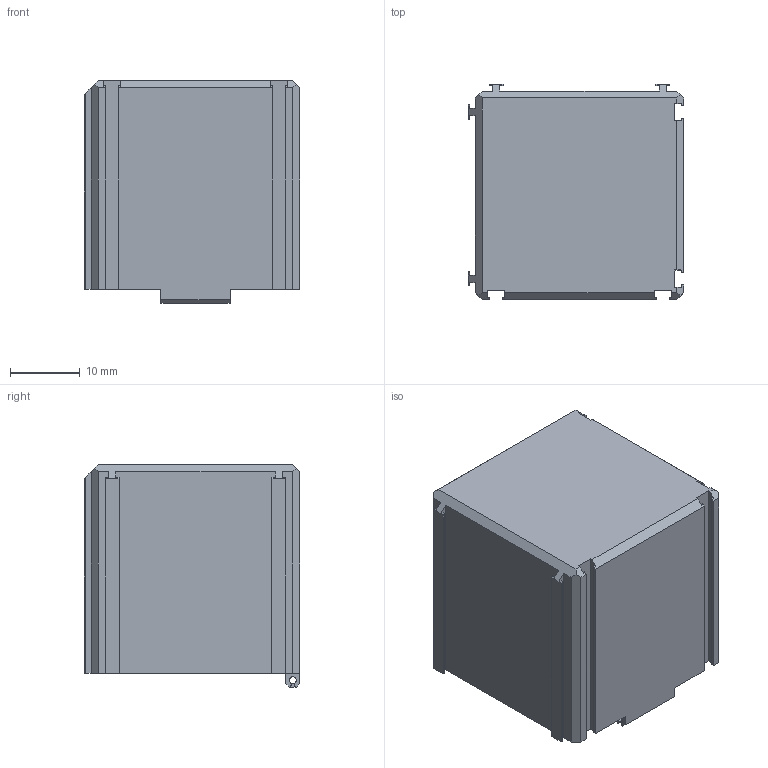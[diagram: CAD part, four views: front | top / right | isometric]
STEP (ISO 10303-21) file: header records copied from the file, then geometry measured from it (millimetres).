
FILE_DESCRIPTION (( 'STEP AP214' ), '1' );
FILE_NAME ('Shell.STEP', '2024-12-26T13:35:06', ( '' ), ( '' ), 'SwSTEP 2.0', 'SolidWorks 2021', '' );
FILE_SCHEMA (( 'AUTOMOTIVE_DESIGN' ));
Length unit declared in the file: millimetre
Products named in the file (1): Shell
Bounding box: 31 x 31 x 32 mm (x, y, z)
Volume: 7786.3 mm3; surface area: 9238.8 mm2
Topology: 1 solids, 1 shells, 119 faces, 350 edges, 232 vertices
Faces by surface type: plane 104, cylinder 15
Entity records: 3944 total; most frequent: CARTESIAN_POINT 702, ORIENTED_EDGE 700, DIRECTION 624, EDGE_CURVE 350, LINE 316, VECTOR 316, VERTEX_POINT 232, AXIS2_PLACEMENT_3D 154
